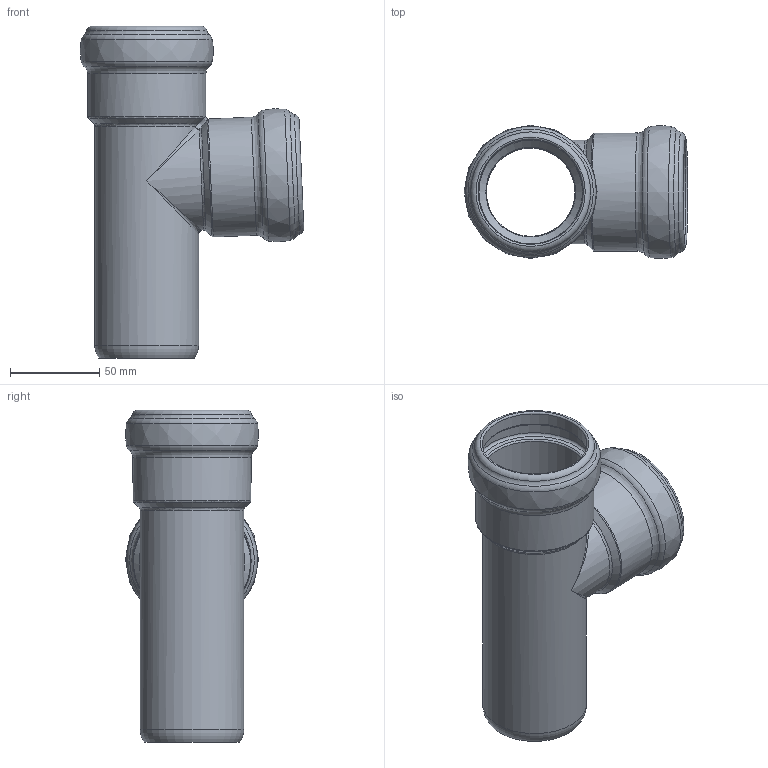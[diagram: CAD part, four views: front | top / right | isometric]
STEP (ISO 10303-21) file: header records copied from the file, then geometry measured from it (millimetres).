
FILE_DESCRIPTION(/* description */ (''),/* implementation_level */ '2;1');
FILE_NAME(/* name */ '332400 SKOLANsafeEA Abzweiger DN_OD 58_58_87°.stp',/* time_stamp */ '2018-01-09T09:07:50+01:00',/* author */ ('user1'),/* organization */ (''),/* preprocessor_version */ 'ST-DEVELOPER v16.1',/* originating_system */ 'Autodesk Inventor 2016',/* authorisation */ '');
FILE_SCHEMA (('AUTOMOTIVE_DESIGN { 1 0 10303 214 3 1 1 }'));
Length unit declared in the file: millimetre
Products named in the file (1): 332400 SKOLANsafeEA Abzweiger DN_OD 58_58_87°
Bounding box: 125.05 x 74.4 x 185.6 mm (x, y, z)
Volume: 186317.2 mm3; surface area: 93148.2 mm2
Topology: 1 solids, 1 shells, 58 faces, 148 edges, 86 vertices
Faces by surface type: torus 29, cylinder 12, cone 8, bspline 8, plane 1
Full cylindrical faces by diameter (mm): 49.6 x2, 58 x1, 58.5 x2, 58.8 x2, 66.1 x2, 67.6 x2
Entity records: 84135 total; most frequent: CARTESIAN_POINT 82940, DIRECTION 256, ORIENTED_EDGE 194, AXIS2_PLACEMENT_3D 128, EDGE_LOOP 102, EDGE_CURVE 97, VERTEX_POINT 81, FACE_OUTER_BOUND 58
